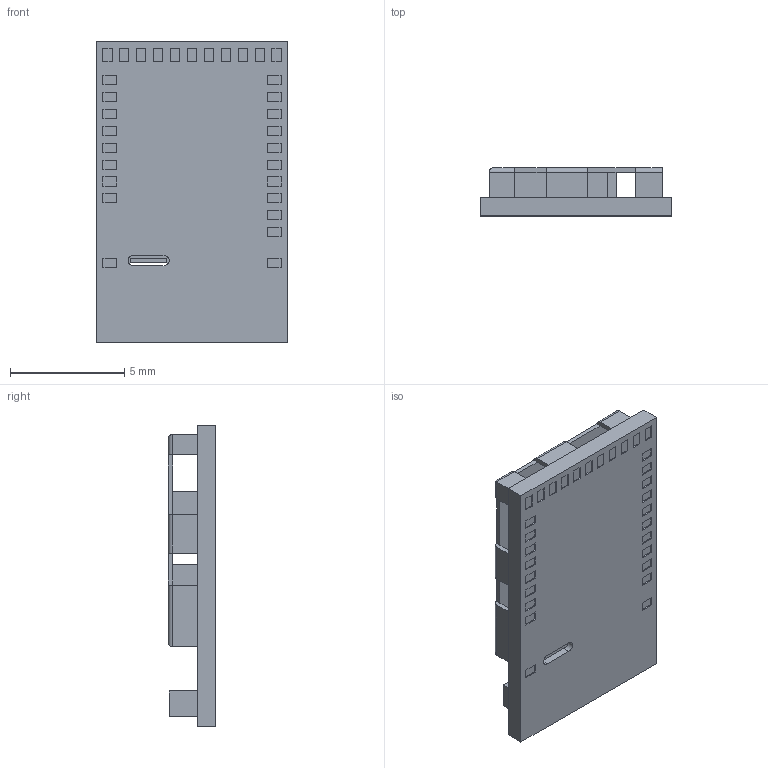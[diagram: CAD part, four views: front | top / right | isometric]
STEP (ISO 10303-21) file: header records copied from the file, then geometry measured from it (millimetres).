
FILE_DESCRIPTION((''),'2;1');
FILE_NAME('PCB','2021-05-03T15:48:07',('jack_wu'),(''),'CREO PARAMETRIC BY PTC INC, 2020053','CREO PARAMETRIC BY PTC INC, 2020053','');
FILE_SCHEMA(('CONFIG_CONTROL_DESIGN'));
Length unit declared in the file: millimetre
Products named in the file (1): PCB
Bounding box: 8.4 x 2.1 x 13.2 mm (x, y, z)
Volume: 112.8 mm3; surface area: 459.8 mm2
Topology: 1 solids, 1 shells, 228 faces, 572 edges, 370 vertices
Faces by surface type: plane 216, cylinder 12
Entity records: 6734 total; most frequent: CARTESIAN_POINT 1194, ORIENTED_EDGE 1144, DIRECTION 1047, EDGE_CURVE 572, VECTOR 547, LINE 547, VERTEX_POINT 370, EDGE_LOOP 268
